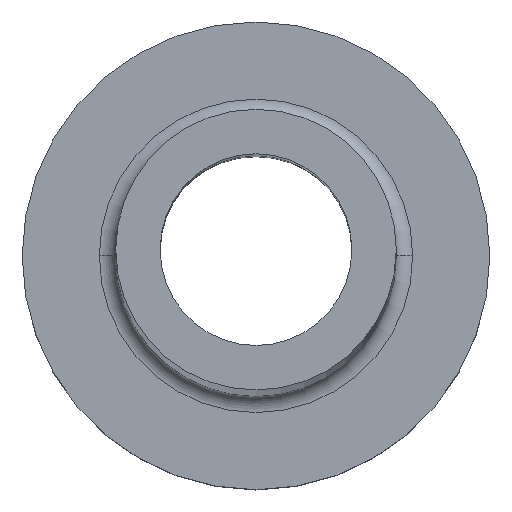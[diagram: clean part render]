
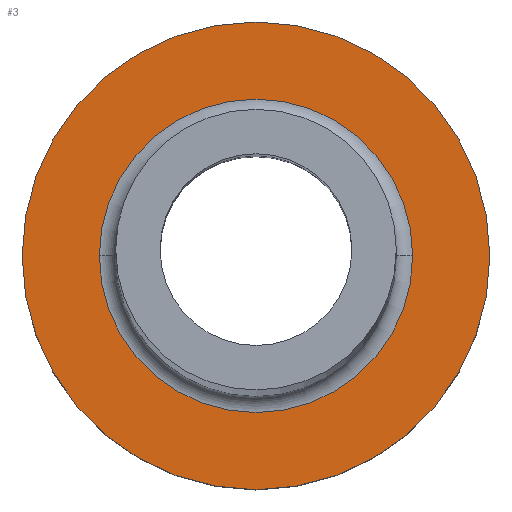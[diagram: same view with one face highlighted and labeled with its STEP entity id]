
A CAD part, top view. The second image highlights one B-rep face of the part: STEP entity #3.
In plain terms, the highlighted planar face has unit normal (0, 0, 1).
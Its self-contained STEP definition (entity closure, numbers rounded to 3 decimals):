
#3 = ADVANCED_FACE ( 'NONE', ( #328, #71 ), #295, .T. ) ;
#30 = CARTESIAN_POINT ( 'NONE',  ( 0., 0., 7. ) ) ;
#33 = CIRCLE ( 'NONE', #403, 10. ) ;
#39 = EDGE_LOOP ( 'NONE', ( #443, #406 ) ) ;
#71 = FACE_OUTER_BOUND ( 'NONE', #39, .T. ) ;
#81 = DIRECTION ( 'NONE',  ( 1., 0., 0. ) ) ;
#99 = EDGE_CURVE ( 'NONE', #107, #344, #213, .T. ) ;
#107 = VERTEX_POINT ( 'NONE', #329 ) ;
#109 = CIRCLE ( 'NONE', #421, 6.7 ) ;
#128 = CARTESIAN_POINT ( 'NONE',  ( 0., 0., 7. ) ) ;
#148 = CARTESIAN_POINT ( 'NONE',  ( 0., 0., 7. ) ) ;
#152 = VERTEX_POINT ( 'NONE', #352 ) ;
#184 = DIRECTION ( 'NONE',  ( 0., 0., 1. ) ) ;
#202 = DIRECTION ( 'NONE',  ( 0., 0., -1. ) ) ;
#203 = EDGE_CURVE ( 'NONE', #242, #152, #349, .T. ) ;
#211 = DIRECTION ( 'NONE',  ( 1., 0., 0. ) ) ;
#213 = CIRCLE ( 'NONE', #261, 10. ) ;
#225 = ORIENTED_EDGE ( 'NONE', *, *, #203, .T. ) ;
#242 = VERTEX_POINT ( 'NONE', #448 ) ;
#261 = AXIS2_PLACEMENT_3D ( 'NONE', #148, #292, #432 ) ;
#262 = EDGE_LOOP ( 'NONE', ( #456, #225 ) ) ;
#283 = CARTESIAN_POINT ( 'NONE',  ( -10., 0., 7. ) ) ;
#288 = CARTESIAN_POINT ( 'NONE',  ( 0., 0., 7. ) ) ;
#292 = DIRECTION ( 'NONE',  ( 0., 0., 1. ) ) ;
#295 = PLANE ( 'NONE',  #309 ) ;
#309 = AXIS2_PLACEMENT_3D ( 'NONE', #288, #184, #361 ) ;
#328 = FACE_BOUND ( 'NONE', #262, .T. ) ;
#329 = CARTESIAN_POINT ( 'NONE',  ( 10., 0., 7. ) ) ;
#344 = VERTEX_POINT ( 'NONE', #283 ) ;
#349 = CIRCLE ( 'NONE', #440, 6.7 ) ;
#352 = CARTESIAN_POINT ( 'NONE',  ( 6.7, 0., 7. ) ) ;
#361 = DIRECTION ( 'NONE',  ( 1., 0., 0. ) ) ;
#373 = EDGE_CURVE ( 'NONE', #344, #107, #33, .T. ) ;
#390 = DIRECTION ( 'NONE',  ( 1., 0., 0. ) ) ;
#403 = AXIS2_PLACEMENT_3D ( 'NONE', #128, #413, #211 ) ;
#406 = ORIENTED_EDGE ( 'NONE', *, *, #99, .T. ) ;
#407 = CARTESIAN_POINT ( 'NONE',  ( 0., 0., 7. ) ) ;
#413 = DIRECTION ( 'NONE',  ( 0., 0., 1. ) ) ;
#417 = DIRECTION ( 'NONE',  ( 0., 0., -1. ) ) ;
#421 = AXIS2_PLACEMENT_3D ( 'NONE', #30, #417, #390 ) ;
#432 = DIRECTION ( 'NONE',  ( 1., 0., 0. ) ) ;
#440 = AXIS2_PLACEMENT_3D ( 'NONE', #407, #202, #81 ) ;
#442 = EDGE_CURVE ( 'NONE', #152, #242, #109, .T. ) ;
#443 = ORIENTED_EDGE ( 'NONE', *, *, #373, .T. ) ;
#448 = CARTESIAN_POINT ( 'NONE',  ( -6.7, 0., 7. ) ) ;
#456 = ORIENTED_EDGE ( 'NONE', *, *, #442, .T. ) ;
